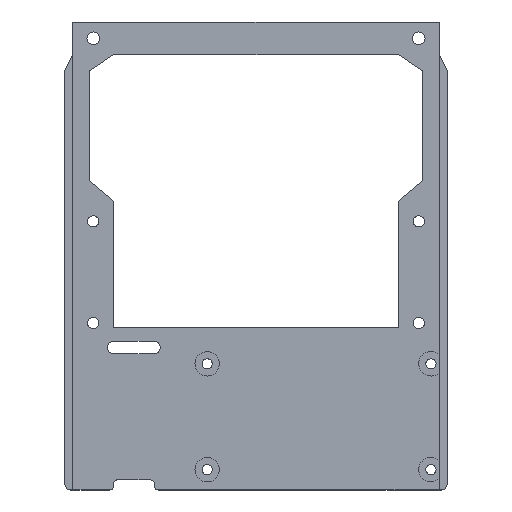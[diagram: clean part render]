
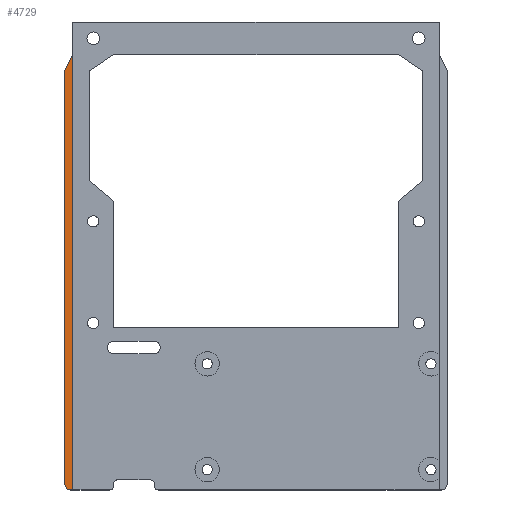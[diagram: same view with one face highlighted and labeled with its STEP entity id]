
A CAD part, top view. The second image highlights one B-rep face of the part: STEP entity #4729.
In plain terms, the highlighted planar face has unit normal (0, 0, 1).
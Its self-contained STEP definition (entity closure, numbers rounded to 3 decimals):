
#1295 = PLANE('',#1296);
#1296 = AXIS2_PLACEMENT_3D('',#1297,#1298,#1299);
#1297 = CARTESIAN_POINT('',(-45.,-111.,2.));
#1298 = DIRECTION('',(0.,-1.,0.));
#1299 = DIRECTION('',(-1.,0.,0.));
#1428 = CYLINDRICAL_SURFACE('',#1429,1.5);
#1429 = AXIS2_PLACEMENT_3D('',#1430,#1431,#1432);
#1430 = CARTESIAN_POINT('',(-45.5,-109.5,2.));
#1431 = DIRECTION('',(0.,0.,1.));
#1432 = DIRECTION('',(-1.,0.,0.));
#1551 = PLANE('',#1552);
#1552 = AXIS2_PLACEMENT_3D('',#1553,#1554,#1555);
#1553 = CARTESIAN_POINT('',(-47.,-8.,2.));
#1554 = DIRECTION('',(1.,0.,0.));
#1555 = DIRECTION('',(0.,-1.,0.));
#1658 = PLANE('',#1659);
#1659 = AXIS2_PLACEMENT_3D('',#1660,#1661,#1662);
#1660 = CARTESIAN_POINT('',(-45.,-4.,2.));
#1661 = DIRECTION('',(0.894,-0.447,0.));
#1662 = DIRECTION('',(-0.447,-0.894,0.));
#3599 = PLANE('',#3600);
#3600 = AXIS2_PLACEMENT_3D('',#3601,#3602,#3603);
#3601 = CARTESIAN_POINT('',(-45.,-4.,2.));
#3602 = DIRECTION('',(1.,0.,0.));
#3603 = DIRECTION('',(0.,-1.,0.));
#3721 = VERTEX_POINT('',#3722);
#3722 = CARTESIAN_POINT('',(-45.,-111.,3.6));
#3743 = EDGE_CURVE('',#3721,#3744,#3746,.T.);
#3744 = VERTEX_POINT('',#3745);
#3745 = CARTESIAN_POINT('',(-45.5,-111.,3.6));
#3746 = SURFACE_CURVE('',#3747,(#3751,#3758),.PCURVE_S1.);
#3747 = LINE('',#3748,#3749);
#3748 = CARTESIAN_POINT('',(-45.,-111.,3.6));
#3749 = VECTOR('',#3750,1.);
#3750 = DIRECTION('',(-1.,0.,0.));
#3751 = PCURVE('',#1295,#3752);
#3752 = DEFINITIONAL_REPRESENTATION('',(#3753),#3757);
#3753 = LINE('',#3754,#3755);
#3754 = CARTESIAN_POINT('',(0.,-1.6));
#3755 = VECTOR('',#3756,1.);
#3756 = DIRECTION('',(1.,0.));
#3757 = ( GEOMETRIC_REPRESENTATION_CONTEXT(2) 
PARAMETRIC_REPRESENTATION_CONTEXT() REPRESENTATION_CONTEXT('2D SPACE',''
  ) );
#3758 = PCURVE('',#3759,#3764);
#3759 = PLANE('',#3760);
#3760 = AXIS2_PLACEMENT_3D('',#3761,#3762,#3763);
#3761 = CARTESIAN_POINT('',(0.,-57.882,3.6));
#3762 = DIRECTION('',(0.,0.,1.));
#3763 = DIRECTION('',(1.,0.,0.));
#3764 = DEFINITIONAL_REPRESENTATION('',(#3765),#3769);
#3765 = LINE('',#3766,#3767);
#3766 = CARTESIAN_POINT('',(-45.,-53.118));
#3767 = VECTOR('',#3768,1.);
#3768 = DIRECTION('',(-1.,0.));
#3769 = ( GEOMETRIC_REPRESENTATION_CONTEXT(2) 
PARAMETRIC_REPRESENTATION_CONTEXT() REPRESENTATION_CONTEXT('2D SPACE',''
  ) );
#3797 = EDGE_CURVE('',#3798,#3744,#3800,.T.);
#3798 = VERTEX_POINT('',#3799);
#3799 = CARTESIAN_POINT('',(-47.,-109.5,3.6));
#3800 = SURFACE_CURVE('',#3801,(#3806,#3813),.PCURVE_S1.);
#3801 = CIRCLE('',#3802,1.5);
#3802 = AXIS2_PLACEMENT_3D('',#3803,#3804,#3805);
#3803 = CARTESIAN_POINT('',(-45.5,-109.5,3.6));
#3804 = DIRECTION('',(-0.,0.,1.));
#3805 = DIRECTION('',(0.,-1.,0.));
#3806 = PCURVE('',#1428,#3807);
#3807 = DEFINITIONAL_REPRESENTATION('',(#3808),#3812);
#3808 = LINE('',#3809,#3810);
#3809 = CARTESIAN_POINT('',(-4.712,1.6));
#3810 = VECTOR('',#3811,1.);
#3811 = DIRECTION('',(1.,0.));
#3812 = ( GEOMETRIC_REPRESENTATION_CONTEXT(2) 
PARAMETRIC_REPRESENTATION_CONTEXT() REPRESENTATION_CONTEXT('2D SPACE',''
  ) );
#3813 = PCURVE('',#3759,#3814);
#3814 = DEFINITIONAL_REPRESENTATION('',(#3815),#3819);
#3815 = CIRCLE('',#3816,1.5);
#3816 = AXIS2_PLACEMENT_2D('',#3817,#3818);
#3817 = CARTESIAN_POINT('',(-45.5,-51.618));
#3818 = DIRECTION('',(0.,-1.));
#3819 = ( GEOMETRIC_REPRESENTATION_CONTEXT(2) 
PARAMETRIC_REPRESENTATION_CONTEXT() REPRESENTATION_CONTEXT('2D SPACE',''
  ) );
#3847 = VERTEX_POINT('',#3848);
#3848 = CARTESIAN_POINT('',(-47.,-8.,3.6));
#3869 = EDGE_CURVE('',#3847,#3798,#3870,.T.);
#3870 = SURFACE_CURVE('',#3871,(#3875,#3882),.PCURVE_S1.);
#3871 = LINE('',#3872,#3873);
#3872 = CARTESIAN_POINT('',(-47.,-8.,3.6));
#3873 = VECTOR('',#3874,1.);
#3874 = DIRECTION('',(0.,-1.,0.));
#3875 = PCURVE('',#1551,#3876);
#3876 = DEFINITIONAL_REPRESENTATION('',(#3877),#3881);
#3877 = LINE('',#3878,#3879);
#3878 = CARTESIAN_POINT('',(0.,-1.6));
#3879 = VECTOR('',#3880,1.);
#3880 = DIRECTION('',(1.,0.));
#3881 = ( GEOMETRIC_REPRESENTATION_CONTEXT(2) 
PARAMETRIC_REPRESENTATION_CONTEXT() REPRESENTATION_CONTEXT('2D SPACE',''
  ) );
#3882 = PCURVE('',#3759,#3883);
#3883 = DEFINITIONAL_REPRESENTATION('',(#3884),#3888);
#3884 = LINE('',#3885,#3886);
#3885 = CARTESIAN_POINT('',(-47.,49.882));
#3886 = VECTOR('',#3887,1.);
#3887 = DIRECTION('',(0.,-1.));
#3888 = ( GEOMETRIC_REPRESENTATION_CONTEXT(2) 
PARAMETRIC_REPRESENTATION_CONTEXT() REPRESENTATION_CONTEXT('2D SPACE',''
  ) );
#3895 = VERTEX_POINT('',#3896);
#3896 = CARTESIAN_POINT('',(-45.,-4.,3.6));
#3917 = EDGE_CURVE('',#3895,#3847,#3918,.T.);
#3918 = SURFACE_CURVE('',#3919,(#3923,#3930),.PCURVE_S1.);
#3919 = LINE('',#3920,#3921);
#3920 = CARTESIAN_POINT('',(-45.,-4.,3.6));
#3921 = VECTOR('',#3922,1.);
#3922 = DIRECTION('',(-0.447,-0.894,0.));
#3923 = PCURVE('',#1658,#3924);
#3924 = DEFINITIONAL_REPRESENTATION('',(#3925),#3929);
#3925 = LINE('',#3926,#3927);
#3926 = CARTESIAN_POINT('',(0.,-1.6));
#3927 = VECTOR('',#3928,1.);
#3928 = DIRECTION('',(1.,-0.));
#3929 = ( GEOMETRIC_REPRESENTATION_CONTEXT(2) 
PARAMETRIC_REPRESENTATION_CONTEXT() REPRESENTATION_CONTEXT('2D SPACE',''
  ) );
#3930 = PCURVE('',#3759,#3931);
#3931 = DEFINITIONAL_REPRESENTATION('',(#3932),#3936);
#3932 = LINE('',#3933,#3934);
#3933 = CARTESIAN_POINT('',(-45.,53.882));
#3934 = VECTOR('',#3935,1.);
#3935 = DIRECTION('',(-0.447,-0.894));
#3936 = ( GEOMETRIC_REPRESENTATION_CONTEXT(2) 
PARAMETRIC_REPRESENTATION_CONTEXT() REPRESENTATION_CONTEXT('2D SPACE',''
  ) );
#4388 = EDGE_CURVE('',#3895,#3721,#4389,.T.);
#4389 = SURFACE_CURVE('',#4390,(#4394,#4401),.PCURVE_S1.);
#4390 = LINE('',#4391,#4392);
#4391 = CARTESIAN_POINT('',(-45.,-4.,3.6));
#4392 = VECTOR('',#4393,1.);
#4393 = DIRECTION('',(0.,-1.,0.));
#4394 = PCURVE('',#3599,#4395);
#4395 = DEFINITIONAL_REPRESENTATION('',(#4396),#4400);
#4396 = LINE('',#4397,#4398);
#4397 = CARTESIAN_POINT('',(0.,-1.6));
#4398 = VECTOR('',#4399,1.);
#4399 = DIRECTION('',(1.,0.));
#4400 = ( GEOMETRIC_REPRESENTATION_CONTEXT(2) 
PARAMETRIC_REPRESENTATION_CONTEXT() REPRESENTATION_CONTEXT('2D SPACE',''
  ) );
#4401 = PCURVE('',#3759,#4402);
#4402 = DEFINITIONAL_REPRESENTATION('',(#4403),#4407);
#4403 = LINE('',#4404,#4405);
#4404 = CARTESIAN_POINT('',(-45.,53.882));
#4405 = VECTOR('',#4406,1.);
#4406 = DIRECTION('',(0.,-1.));
#4407 = ( GEOMETRIC_REPRESENTATION_CONTEXT(2) 
PARAMETRIC_REPRESENTATION_CONTEXT() REPRESENTATION_CONTEXT('2D SPACE',''
  ) );
#4729 = ADVANCED_FACE('',(#4730),#3759,.T.);
#4730 = FACE_BOUND('',#4731,.T.);
#4731 = EDGE_LOOP('',(#4732,#4733,#4734,#4735,#4736));
#4732 = ORIENTED_EDGE('',*,*,#3743,.F.);
#4733 = ORIENTED_EDGE('',*,*,#4388,.F.);
#4734 = ORIENTED_EDGE('',*,*,#3917,.T.);
#4735 = ORIENTED_EDGE('',*,*,#3869,.T.);
#4736 = ORIENTED_EDGE('',*,*,#3797,.T.);
